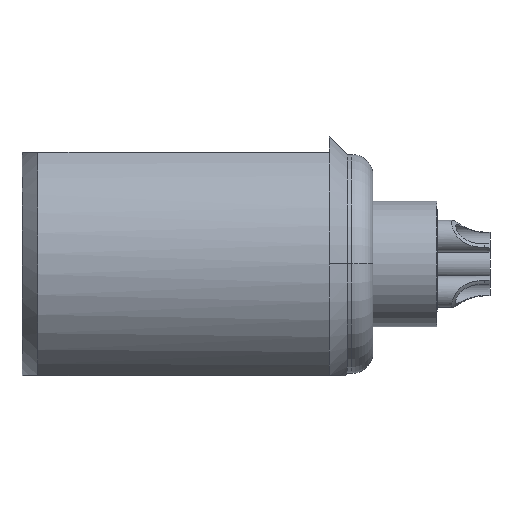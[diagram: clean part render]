
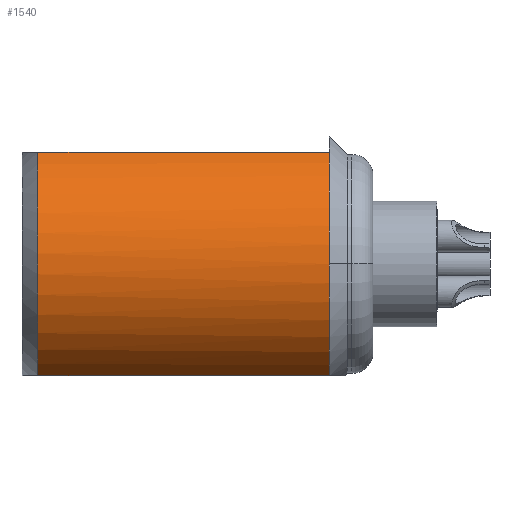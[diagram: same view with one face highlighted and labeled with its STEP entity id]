
A CAD part, front view. The second image highlights one B-rep face of the part: STEP entity #1540.
In plain terms, the highlighted cylindrical face has radius 6 mm (diameter 12 mm), a partial arc.
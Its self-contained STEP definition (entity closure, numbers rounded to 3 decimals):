
#192=CARTESIAN_POINT('',(2.45,0.,0.));
#193=DIRECTION('',(1.,0.,0.));
#194=DIRECTION('',(0.,-0.484,0.875));
#195=AXIS2_PLACEMENT_3D('',#192,#193,#194);
#197=CARTESIAN_POINT('',(2.45,0.,0.));
#198=DIRECTION('',(-1.,0.,0.));
#199=DIRECTION('',(0.,-0.484,-0.875));
#200=AXIS2_PLACEMENT_3D('',#197,#198,#199);
#202=DIRECTION('',(1.,0.,0.));
#203=VECTOR('',#202,13.7);
#204=CARTESIAN_POINT('',(-11.25,-2.905,-5.25));
#205=LINE('',#204,#203);
#206=DIRECTION('',(1.,0.,0.));
#207=VECTOR('',#206,13.7);
#208=CARTESIAN_POINT('',(-11.25,-2.905,5.25));
#209=LINE('',#208,#207);
#289=CARTESIAN_POINT('',(-11.25,0.,0.));
#290=DIRECTION('',(1.,0.,0.));
#291=DIRECTION('',(0.,-0.484,0.875));
#292=AXIS2_PLACEMENT_3D('',#289,#290,#291);
#1115=CARTESIAN_POINT('',(2.45,-6.,0.));
#1117=VERTEX_POINT('',#1115);
#1122=CARTESIAN_POINT('',(-11.25,-2.905,5.25));
#1123=CARTESIAN_POINT('',(2.45,-2.905,5.25));
#1124=VERTEX_POINT('',#1122);
#1125=VERTEX_POINT('',#1123);
#1126=CARTESIAN_POINT('',(-11.25,-2.905,-5.25));
#1127=CARTESIAN_POINT('',(2.45,-2.905,-5.25));
#1128=VERTEX_POINT('',#1126);
#1129=VERTEX_POINT('',#1127);
#1524=CARTESIAN_POINT('',(-12.825,0.,0.));
#1525=DIRECTION('',(1.,0.,0.));
#1526=DIRECTION('',(0.,-1.,0.));
#1527=AXIS2_PLACEMENT_3D('',#1524,#1525,#1526);
#1528=CYLINDRICAL_SURFACE('',#1527,6.);
#1529=ORIENTED_EDGE('',*,*,#1500,.T.);
#1531=ORIENTED_EDGE('',*,*,#1530,.F.);
#1533=ORIENTED_EDGE('',*,*,#1532,.F.);
#1535=ORIENTED_EDGE('',*,*,#1534,.F.);
#1537=ORIENTED_EDGE('',*,*,#1536,.T.);
#1538=EDGE_LOOP('',(#1529,#1531,#1533,#1535,#1537));
#1539=FACE_OUTER_BOUND('',#1538,.F.);
#1540=ADVANCED_FACE('',(#1539),#1528,.T.);
#196=CIRCLE('',#195,6.);
#201=CIRCLE('',#200,6.);
#293=CIRCLE('',#292,6.);
#1500=EDGE_CURVE('',#1125,#1117,#196,.T.);
#1530=EDGE_CURVE('',#1129,#1117,#201,.T.);
#1532=EDGE_CURVE('',#1128,#1129,#205,.T.);
#1534=EDGE_CURVE('',#1124,#1128,#293,.T.);
#1536=EDGE_CURVE('',#1124,#1125,#209,.T.);
